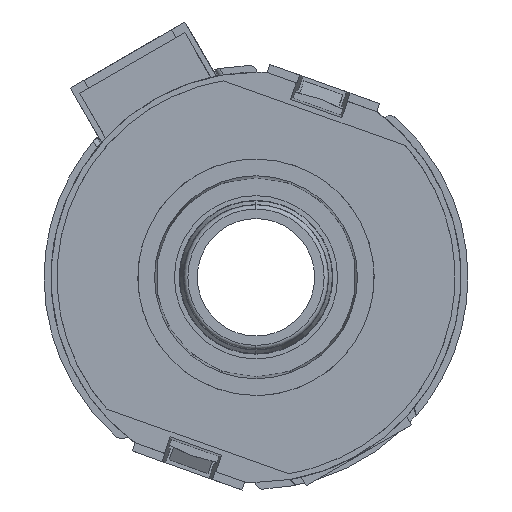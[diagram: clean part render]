
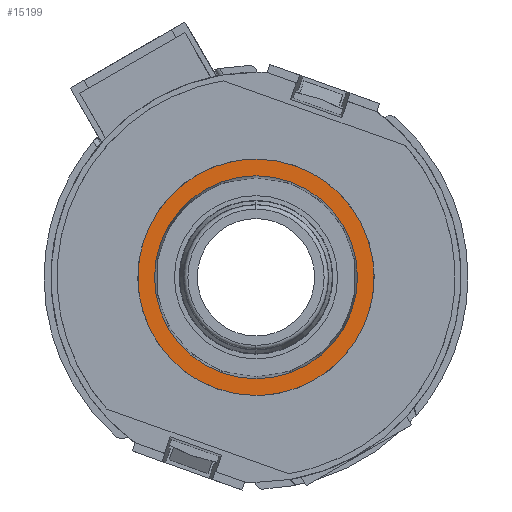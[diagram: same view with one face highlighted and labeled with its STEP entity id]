
A CAD part, front view. The second image highlights one B-rep face of the part: STEP entity #15199.
In plain terms, the highlighted planar face has unit normal (0, -1, 0).
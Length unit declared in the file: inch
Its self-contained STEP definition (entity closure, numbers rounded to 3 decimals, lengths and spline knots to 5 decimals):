
#492 = DIRECTION ( 'NONE',  ( 0., 0., -1. ) ) ;
#2685 = CARTESIAN_POINT ( 'NONE',  ( 0.03109, 0., 0.2375 ) ) ;
#3147 = CARTESIAN_POINT ( 'NONE',  ( 0.2375, 0., 0.03109 ) ) ;
#3329 = CARTESIAN_POINT ( 'NONE',  ( -0.14595, 0., -0.18992 ) ) ;
#3589 = AXIS2_PLACEMENT_3D ( 'NONE', #10731, #38526, #38665 ) ;
#3698 = ORIENTED_EDGE ( 'NONE', *, *, #27568, .T. ) ;
#3723 = EDGE_CURVE ( 'NONE', #18937, #17232, #24907, .T. ) ;
#3779 = ORIENTED_EDGE ( 'NONE', *, *, #43490, .F. ) ;
#5677 = DIRECTION ( 'NONE',  ( 0., 1., 0. ) ) ;
#6186 = CARTESIAN_POINT ( 'NONE',  ( 0.06217, 0., 0.23132 ) ) ;
#6489 = CARTESIAN_POINT ( 'NONE',  ( 0.03109, 0., -0.2375 ) ) ;
#6638 = CARTESIAN_POINT ( 'NONE',  ( 0.2375, 0., -0.03109 ) ) ;
#8583 = CARTESIAN_POINT ( 'NONE',  ( 0., 0., 0. ) ) ;
#9703 = CARTESIAN_POINT ( 'NONE',  ( 0.11961, 0., 0.20752 ) ) ;
#10048 = CARTESIAN_POINT ( 'NONE',  ( -0.20752, 0., -0.11961 ) ) ;
#10518 = CARTESIAN_POINT ( 'NONE',  ( -0.18992, 0., -0.14595 ) ) ;
#10731 = CARTESIAN_POINT ( 'NONE',  ( 0., 0., 0. ) ) ;
#13426 = FACE_OUTER_BOUND ( 'NONE', #35121, .T. ) ;
#13570 = CARTESIAN_POINT ( 'NONE',  ( 0.14595, 0., -0.18992 ) ) ;
#13644 = VERTEX_POINT ( 'NONE', #24150 ) ;
#13705 = EDGE_LOOP ( 'NONE', ( #3698, #44925 ) ) ;
#13902 = CARTESIAN_POINT ( 'NONE',  ( -0.23132, 0., -0.06217 ) ) ;
#14200 = CARTESIAN_POINT ( 'NONE',  ( -0.18992, 0., 0.14595 ) ) ;
#14651 = VERTEX_POINT ( 'NONE', #21639 ) ;
#15199 = ADVANCED_FACE ( 'NONE', ( #39462, #13426 ), #22799, .F. ) ;
#17059 = CARTESIAN_POINT ( 'NONE',  ( 0.06217, 0., -0.23132 ) ) ;
#17232 = VERTEX_POINT ( 'NONE', #29065 ) ;
#17409 = CARTESIAN_POINT ( 'NONE',  ( -0.11961, 0., 0.20752 ) ) ;
#17552 = CARTESIAN_POINT ( 'NONE',  ( -0.2375, 0., -0.03109 ) ) ;
#18937 = VERTEX_POINT ( 'NONE', #26915 ) ;
#19542 = AXIS2_PLACEMENT_3D ( 'NONE', #8583, #5677, #37312 ) ;
#20743 = CARTESIAN_POINT ( 'NONE',  ( -0.06217, 0., -0.23132 ) ) ;
#21639 = CARTESIAN_POINT ( 'NONE',  ( 0., 0., -0.20398 ) ) ;
#22799 = PLANE ( 'NONE',  #19542 ) ;
#24150 = CARTESIAN_POINT ( 'NONE',  ( 0., 0., 0.20398 ) ) ;
#24907 = B_SPLINE_CURVE_WITH_KNOTS ( 'NONE', 3,
 ( #27570, #38302, #20743, #44707, #3329, #10518, #10048, #13902, #17552, #37997, #27869, #38149, #14200, #44863, #17409, #31083, #45168, #45022 ),
 .UNSPECIFIED., .F., .F.,
 ( 4, 2, 2, 2, 2, 2, 2, 2, 4 ),
 ( 0., 0.125, 0.25, 0.375, 0.5, 0.625, 0.75, 0.875, 1. ),
 .UNSPECIFIED. ) ;
#26915 = CARTESIAN_POINT ( 'NONE',  ( 0., 0., -0.2375 ) ) ;
#27383 = CARTESIAN_POINT ( 'NONE',  ( 0.11961, 0., -0.20752 ) ) ;
#27568 = EDGE_CURVE ( 'NONE', #14651, #13644, #42389, .T. ) ;
#27570 = CARTESIAN_POINT ( 'NONE',  ( 0., 0., -0.2375 ) ) ;
#27869 = CARTESIAN_POINT ( 'NONE',  ( -0.23132, 0., 0.06217 ) ) ;
#28557 = ORIENTED_EDGE ( 'NONE', *, *, #3723, .F. ) ;
#29065 = CARTESIAN_POINT ( 'NONE',  ( 0., 0., 0.2375 ) ) ;
#30428 = CARTESIAN_POINT ( 'NONE',  ( 0.20752, 0., 0.11961 ) ) ;
#30731 = CARTESIAN_POINT ( 'NONE',  ( 0.14595, 0., 0.18992 ) ) ;
#30754 = B_SPLINE_CURVE_WITH_KNOTS ( 'NONE', 3,
 ( #44980, #2685, #6186, #9703, #30731, #41306, #30428, #37680, #3147, #6638, #34059, #41150, #44670, #13570, #27383, #17059, #6489, #37816 ),
 .UNSPECIFIED., .F., .F.,
 ( 4, 2, 2, 2, 2, 2, 2, 2, 4 ),
 ( 0., 0.125, 0.25, 0.375, 0.5, 0.625, 0.75, 0.875, 1. ),
 .UNSPECIFIED. ) ;
#31083 = CARTESIAN_POINT ( 'NONE',  ( -0.06217, 0., 0.23132 ) ) ;
#31384 = CIRCLE ( 'NONE', #3589, 0.20398 ) ;
#32376 = EDGE_CURVE ( 'NONE', #13644, #14651, #31384, .T. ) ;
#34059 = CARTESIAN_POINT ( 'NONE',  ( 0.23132, 0., -0.06217 ) ) ;
#35121 = EDGE_LOOP ( 'NONE', ( #3779, #28557 ) ) ;
#35242 = CARTESIAN_POINT ( 'NONE',  ( 0., 0., 0. ) ) ;
#37312 = DIRECTION ( 'NONE',  ( 0., 0., 1. ) ) ;
#37680 = CARTESIAN_POINT ( 'NONE',  ( 0.23132, 0., 0.06217 ) ) ;
#37816 = CARTESIAN_POINT ( 'NONE',  ( 0., 0., -0.2375 ) ) ;
#37997 = CARTESIAN_POINT ( 'NONE',  ( -0.2375, 0., 0.03109 ) ) ;
#38149 = CARTESIAN_POINT ( 'NONE',  ( -0.20752, 0., 0.11961 ) ) ;
#38302 = CARTESIAN_POINT ( 'NONE',  ( -0.03109, 0., -0.2375 ) ) ;
#38526 = DIRECTION ( 'NONE',  ( 0., 1., 0. ) ) ;
#38665 = DIRECTION ( 'NONE',  ( 0., 0., -1. ) ) ;
#38681 = DIRECTION ( 'NONE',  ( 0., 1., 0. ) ) ;
#39462 = FACE_BOUND ( 'NONE', #13705, .T. ) ;
#41150 = CARTESIAN_POINT ( 'NONE',  ( 0.20752, 0., -0.11961 ) ) ;
#41306 = CARTESIAN_POINT ( 'NONE',  ( 0.18992, 0., 0.14595 ) ) ;
#42389 = CIRCLE ( 'NONE', #43102, 0.20398 ) ;
#43102 = AXIS2_PLACEMENT_3D ( 'NONE', #35242, #38681, #492 ) ;
#43490 = EDGE_CURVE ( 'NONE', #17232, #18937, #30754, .T. ) ;
#44670 = CARTESIAN_POINT ( 'NONE',  ( 0.18992, 0., -0.14595 ) ) ;
#44707 = CARTESIAN_POINT ( 'NONE',  ( -0.11961, 0., -0.20752 ) ) ;
#44863 = CARTESIAN_POINT ( 'NONE',  ( -0.14595, 0., 0.18992 ) ) ;
#44925 = ORIENTED_EDGE ( 'NONE', *, *, #32376, .T. ) ;
#44980 = CARTESIAN_POINT ( 'NONE',  ( 0., 0., 0.2375 ) ) ;
#45022 = CARTESIAN_POINT ( 'NONE',  ( 0., 0., 0.2375 ) ) ;
#45168 = CARTESIAN_POINT ( 'NONE',  ( -0.03109, 0., 0.2375 ) ) ;
